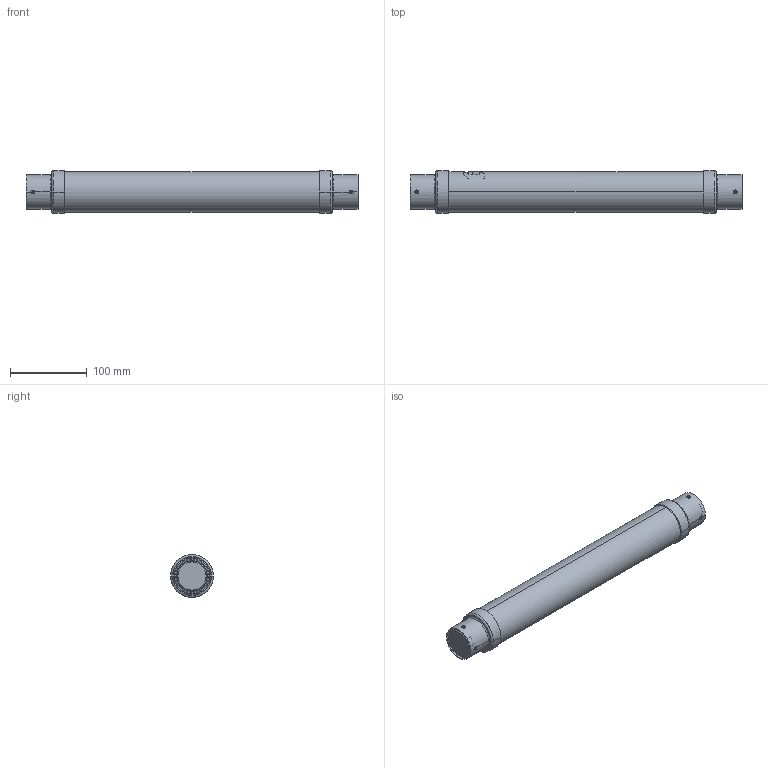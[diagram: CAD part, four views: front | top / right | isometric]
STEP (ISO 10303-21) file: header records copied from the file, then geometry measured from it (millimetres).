
FILE_DESCRIPTION((''),'2;1');
FILE_NAME('ASM0092_ASM','2021-04-02T',('marketing.praksa'),('Audax d.o.o.'),'CREO PARAMETRIC BY PTC INC, 2017480','CREO PARAMETRIC BY PTC INC, 2017480','');
FILE_SCHEMA(('AUTOMOTIVE_DESIGN { 1 0 10303 214 1 1 1 1 }'));
Length unit declared in the file: millimetre
Products named in the file (9): 0000030770_1_1_2_3_4; 0000061570_1_1_2_3_4_5_6; 0000061580_1_1_2_3_4_5_6; 0000069054_1_1_2_3_4_5_6_1; 0000069054_1_1_2_3_4_5_6_2; 0000069054_1_1_2_3_4_5_6_3; 0000069054_1_1_2_3_4_5_6_ASM; BASE_53-367; ASM0092_ASM
Assembly tree (9 placements, depth 3):
  ASM0092_ASM
    0000030770_1_1_2_3_4  x2
    0000061570_1_1_2_3_4_5_6
    0000061580_1_1_2_3_4_5_6
    0000069054_1_1_2_3_4_5_6_ASM
      0000069054_1_1_2_3_4_5_6_1
      0000069054_1_1_2_3_4_5_6_2
      0000069054_1_1_2_3_4_5_6_3
    BASE_53-367
Bounding box: 433 x 56 x 56 mm (x, y, z)
Volume: 350107.6 mm3; surface area: 153868 mm2
Topology: 8 solids, 8 shells, 381 faces, 996 edges, 652 vertices
Faces by surface type: cylinder 131, bspline 96, plane 90, torus 60, cone 4
Entity records: 18799 total; most frequent: CARTESIAN_POINT 7793, ORIENTED_EDGE 1496, DIRECTION 1282, PRESENTATION_STYLE_ASSIGNMENT 872, STYLED_ITEM 813, CURVE_STYLE 748, EDGE_CURVE 748, AXIS2_PLACEMENT_3D 538
